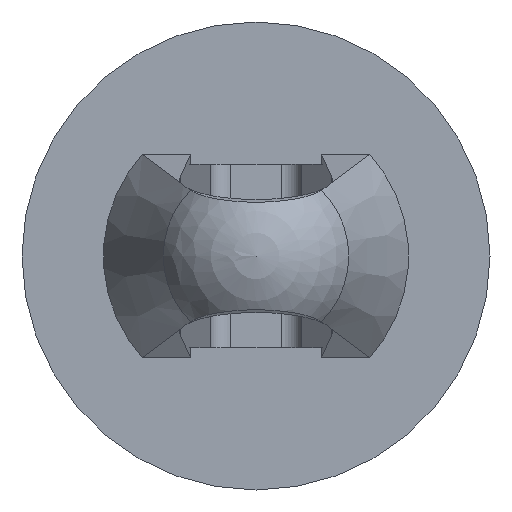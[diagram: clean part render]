
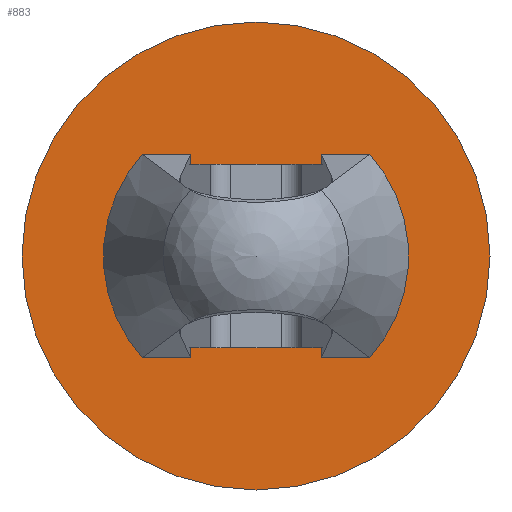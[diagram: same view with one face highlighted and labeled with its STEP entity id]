
A CAD part, front view. The second image highlights one B-rep face of the part: STEP entity #883.
In plain terms, the highlighted planar face has unit normal (0, -1, 0).
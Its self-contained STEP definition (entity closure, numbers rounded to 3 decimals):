
#109=LINE('',#1568,#177);
#110=LINE('',#1569,#178);
#177=VECTOR('',#1210,1000.);
#178=VECTOR('',#1211,1000.);
#190=PLANE('',#983);
#410=ORIENTED_EDGE('',*,*,#583,.F.);
#411=ORIENTED_EDGE('',*,*,#635,.F.);
#412=ORIENTED_EDGE('',*,*,#588,.F.);
#413=ORIENTED_EDGE('',*,*,#636,.T.);
#414=ORIENTED_EDGE('',*,*,#634,.T.);
#583=EDGE_CURVE('',#695,#696,#744,.T.);
#588=EDGE_CURVE('',#700,#698,#746,.T.);
#634=EDGE_CURVE('',#726,#726,#756,.T.);
#635=EDGE_CURVE('',#698,#695,#109,.T.);
#636=EDGE_CURVE('',#700,#696,#110,.T.);
#695=VERTEX_POINT('',#1453);
#696=VERTEX_POINT('',#1455);
#698=VERTEX_POINT('',#1460);
#700=VERTEX_POINT('',#1464);
#726=VERTEX_POINT('',#1566);
#744=CIRCLE('',#952,1.25);
#746=CIRCLE('',#955,1.25);
#756=CIRCLE('',#982,2.3);
#787=EDGE_LOOP('',(#410,#411,#412,#413));
#788=EDGE_LOOP('',(#414));
#835=FACE_BOUND('',#787,.T.);
#836=FACE_BOUND('',#788,.T.);
#883=ADVANCED_FACE('',(#835,#836),#190,.F.);
#952=AXIS2_PLACEMENT_3D('',#1454,#1119,#1120);
#955=AXIS2_PLACEMENT_3D('',#1465,#1128,#1129);
#982=AXIS2_PLACEMENT_3D('',#1565,#1206,#1207);
#983=AXIS2_PLACEMENT_3D('',#1567,#1208,#1209);
#1119=DIRECTION('',(0.,-1.,0.));
#1120=DIRECTION('',(0.,0.,-1.));
#1128=DIRECTION('',(0.,-1.,0.));
#1129=DIRECTION('',(0.,0.,-1.));
#1206=DIRECTION('',(0.,-1.,0.));
#1207=DIRECTION('',(0.,0.,-1.));
#1208=DIRECTION('',(0.,1.,0.));
#1209=DIRECTION('',(0.,0.,1.));
#1210=DIRECTION('',(-1.,0.,0.));
#1211=DIRECTION('',(-1.,0.,0.));
#1453=CARTESIAN_POINT('',(-0.867,-10.,0.9));
#1454=CARTESIAN_POINT('',(0.,-10.,0.));
#1455=CARTESIAN_POINT('',(-0.867,-10.,-0.9));
#1460=CARTESIAN_POINT('',(0.867,-10.,0.9));
#1464=CARTESIAN_POINT('',(0.867,-10.,-0.9));
#1465=CARTESIAN_POINT('',(0.,-10.,0.));
#1565=CARTESIAN_POINT('',(0.,-10.,0.));
#1566=CARTESIAN_POINT('',(0.,-10.,-2.3));
#1567=CARTESIAN_POINT('',(-2.3,-10.,0.));
#1568=CARTESIAN_POINT('',(2.5,-10.,0.9));
#1569=CARTESIAN_POINT('',(2.5,-10.,-0.9));
